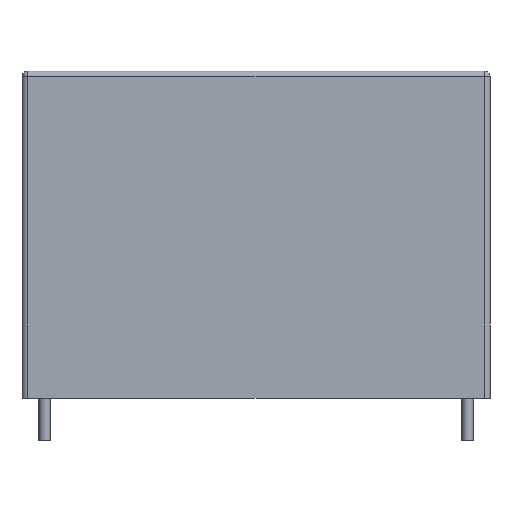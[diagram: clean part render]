
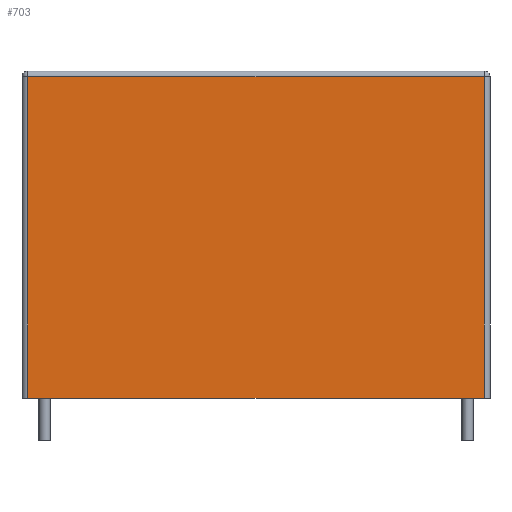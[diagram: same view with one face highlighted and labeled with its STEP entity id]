
A CAD part, front view. The second image highlights one B-rep face of the part: STEP entity #703.
In plain terms, the highlighted planar face has unit normal (0, -1, 0).
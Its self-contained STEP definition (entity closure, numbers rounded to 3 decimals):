
#268=CARTESIAN_POINT('',(20.25,-8.5,28.5));
#269=VERTEX_POINT('',#268);
#327=CARTESIAN_POINT('',(-20.25,-8.5,28.5));
#328=VERTEX_POINT('',#327);
#481=CARTESIAN_POINT('',(-20.25,-8.5,28.5));
#482=DIRECTION('',(1.0,0.0,0.0));
#483=VECTOR('',#482,40.5);
#484=LINE('',#481,#483);
#485=EDGE_CURVE('',#328,#269,#484,.T.);
#497=CARTESIAN_POINT('',(-20.25,-8.5,0.0));
#498=VERTEX_POINT('',#497);
#506=CARTESIAN_POINT('',(-20.25,-8.5,0.0));
#507=DIRECTION('',(0.0,0.0,1.0));
#508=VECTOR('',#507,28.5);
#509=LINE('',#506,#508);
#510=EDGE_CURVE('',#498,#328,#509,.T.);
#581=CARTESIAN_POINT('',(20.25,-8.5,0.0));
#582=VERTEX_POINT('',#581);
#599=CARTESIAN_POINT('',(20.25,-8.5,28.5));
#600=DIRECTION('',(0.0,0.0,-1.0));
#601=VECTOR('',#600,28.5);
#602=LINE('',#599,#601);
#603=EDGE_CURVE('',#269,#582,#602,.T.);
#664=CARTESIAN_POINT('',(20.25,-8.5,0.0));
#665=DIRECTION('',(-1.0,0.0,0.0));
#666=VECTOR('',#665,40.5);
#667=LINE('',#664,#666);
#668=EDGE_CURVE('',#582,#498,#667,.T.);
#692=CARTESIAN_POINT('',(0.,-8.5,14.5));
#693=DIRECTION('',(0.0,1.0,0.0));
#694=DIRECTION('',(0.0,0.0,1.0));
#695=AXIS2_PLACEMENT_3D('',#692,#693,#694);
#696=PLANE('',#695);
#697=ORIENTED_EDGE('',*,*,#510,.F.);
#698=ORIENTED_EDGE('',*,*,#668,.F.);
#699=ORIENTED_EDGE('',*,*,#603,.F.);
#700=ORIENTED_EDGE('',*,*,#485,.F.);
#701=EDGE_LOOP('',(#697,#698,#699,#700));
#702=FACE_OUTER_BOUND('',#701,.T.);
#703=ADVANCED_FACE('',(#702),#696,.F.);
